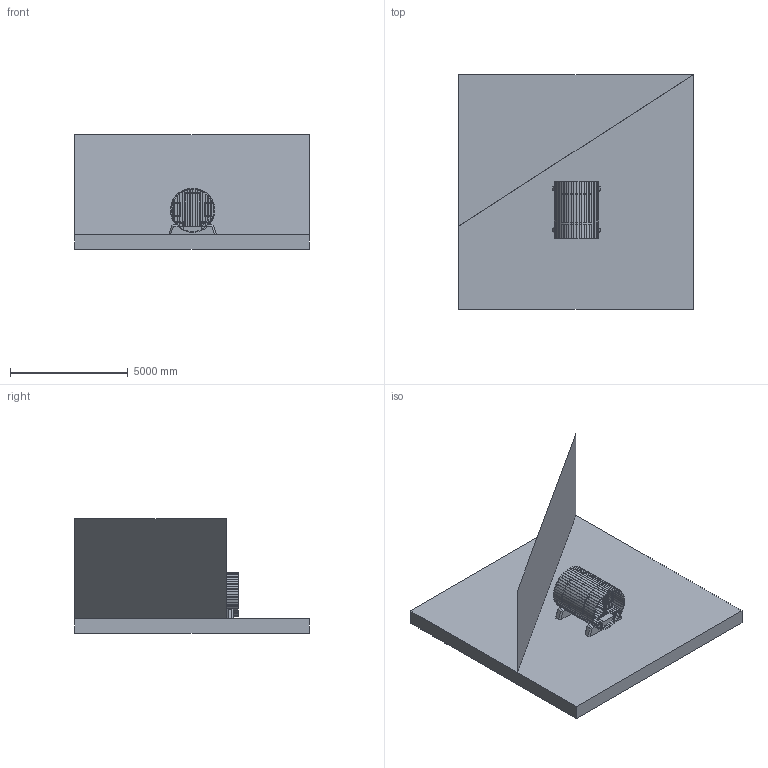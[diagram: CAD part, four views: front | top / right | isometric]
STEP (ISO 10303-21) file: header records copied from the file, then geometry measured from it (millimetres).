
FILE_DESCRIPTION(/* description */ (''),/* implementation_level */ '2;1');
FILE_NAME(/* name */ 'SAUNA_~1',/* time_stamp */ '2022-11-08T15:47:21+03:00',/* author */ (''),/* organization */ (''),/* preprocessor_version */ 'ST-DEVELOPER v16.5',/* originating_system */ '',/* authorisation */ '');
FILE_SCHEMA (('AUTOMOTIVE_DESIGN'));
Length unit declared in the file: metre
Products named in the file (1): Document
Bounding box: 9977.24 x 9977.24 x 4876.16 mm (x, y, z)
Volume: 63189383321.6 mm3; surface area: 341606066.3 mm2
Topology: 98 solids, 150 shells, 1605 faces, 3882 edges, 2517 vertices
Faces by surface type: bspline 1211, plane 394
Entity records: 45998 total; most frequent: CARTESIAN_POINT 24066, ORIENTED_EDGE 6514, EDGE_CURVE 3878, VERTEX_POINT 2514, B_SPLINE_CURVE_WITH_KNOTS 1904, EDGE_LOOP 1611, ADVANCED_FACE 1605, FACE_OUTER_BOUND 1605
